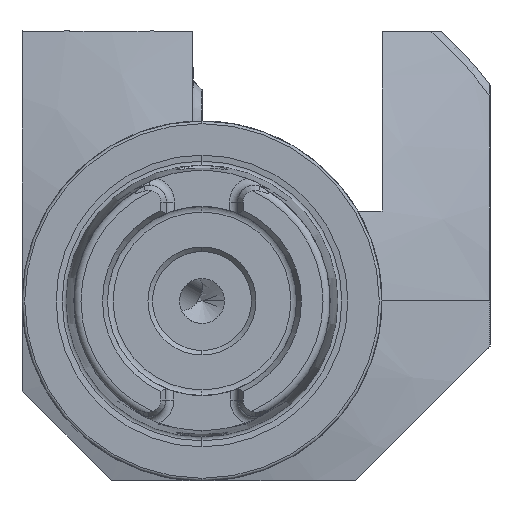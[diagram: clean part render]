
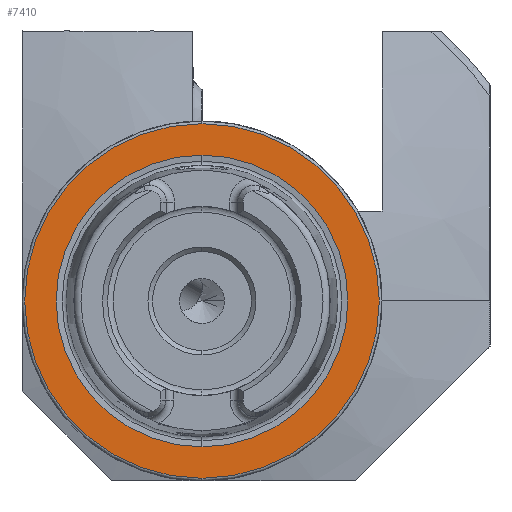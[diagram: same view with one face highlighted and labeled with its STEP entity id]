
A CAD part, left-side view. The second image highlights one B-rep face of the part: STEP entity #7410.
In plain terms, the highlighted planar face has unit normal (-1, 0, 0).
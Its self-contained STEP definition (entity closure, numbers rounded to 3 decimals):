
#326 = CARTESIAN_POINT ( 'NONE',  ( 0., 19.7, 0. ) ) ;
#329 = PLANE ( 'NONE',  #2296 ) ;
#331 = DIRECTION ( 'NONE',  ( 1., 0., 0. ) ) ;
#332 = DIRECTION ( 'NONE',  ( 0., 0., -1. ) ) ;
#569 = CARTESIAN_POINT ( 'NONE',  ( 0., 0., -16.207 ) ) ;
#1260 = EDGE_CURVE ( 'NONE', #6690, #7643, #3187, .T. ) ;
#1264 = EDGE_CURVE ( 'NONE', #7536, #7645, #3191, .T. ) ;
#1765 = EDGE_LOOP ( 'NONE', ( #6162, #6163 ) ) ;
#1766 = EDGE_LOOP ( 'NONE', ( #6164, #6165 ) ) ;
#2296 = AXIS2_PLACEMENT_3D ( 'NONE', #326, #331, #332 ) ;
#2539 = EDGE_CURVE ( 'NONE', #7643, #6690, #3398, .T. ) ;
#2540 = EDGE_CURVE ( 'NONE', #7645, #7536, #3396, .T. ) ;
#3187 = CIRCLE ( 'NONE', #5378, 19.7 ) ;
#3191 = CIRCLE ( 'NONE', #5381, 16.207 ) ;
#3365 = DIRECTION ( 'NONE',  ( -1., 0., 0. ) ) ;
#3366 = CARTESIAN_POINT ( 'NONE',  ( 0., 0., 0. ) ) ;
#3367 = DIRECTION ( 'NONE',  ( 0., 0., 1. ) ) ;
#3396 = CIRCLE ( 'NONE', #5446, 16.207 ) ;
#3398 = CIRCLE ( 'NONE', #5445, 19.7 ) ;
#3556 = CARTESIAN_POINT ( 'NONE',  ( 0., 0., 0. ) ) ;
#3571 = DIRECTION ( 'NONE',  ( -1., 0., 0. ) ) ;
#3576 = DIRECTION ( 'NONE',  ( 0., 0., 1. ) ) ;
#4429 = CARTESIAN_POINT ( 'NONE',  ( 0., 0., 19.7 ) ) ;
#5378 = AXIS2_PLACEMENT_3D ( 'NONE', #3366, #3365, #3367 ) ;
#5381 = AXIS2_PLACEMENT_3D ( 'NONE', #3556, #3571, #3576 ) ;
#5445 = AXIS2_PLACEMENT_3D ( 'NONE', #7079, #7080, #7081 ) ;
#5446 = AXIS2_PLACEMENT_3D ( 'NONE', #7082, #7083, #7084 ) ;
#5774 = CARTESIAN_POINT ( 'NONE',  ( 0., 0., -19.7 ) ) ;
#5776 = CARTESIAN_POINT ( 'NONE',  ( 0., 0., 16.207 ) ) ;
#6162 = ORIENTED_EDGE ( 'NONE', *, *, #2540, .F. ) ;
#6163 = ORIENTED_EDGE ( 'NONE', *, *, #1264, .F. ) ;
#6164 = ORIENTED_EDGE ( 'NONE', *, *, #1260, .T. ) ;
#6165 = ORIENTED_EDGE ( 'NONE', *, *, #2539, .T. ) ;
#6690 = VERTEX_POINT ( 'NONE', #4429 ) ;
#7079 = CARTESIAN_POINT ( 'NONE',  ( 0., 0., 0. ) ) ;
#7080 = DIRECTION ( 'NONE',  ( -1., 0., 0. ) ) ;
#7081 = DIRECTION ( 'NONE',  ( 0., 0., 1. ) ) ;
#7082 = CARTESIAN_POINT ( 'NONE',  ( 0., 0., 0. ) ) ;
#7083 = DIRECTION ( 'NONE',  ( -1., 0., 0. ) ) ;
#7084 = DIRECTION ( 'NONE',  ( 0., 0., 1. ) ) ;
#7410 = ADVANCED_FACE ( 'NONE', ( #8656, #8658 ), #329, .F. ) ;
#7536 = VERTEX_POINT ( 'NONE', #569 ) ;
#7643 = VERTEX_POINT ( 'NONE', #5774 ) ;
#7645 = VERTEX_POINT ( 'NONE', #5776 ) ;
#8656 = FACE_BOUND ( 'NONE', #1765, .T. ) ;
#8658 = FACE_OUTER_BOUND ( 'NONE', #1766, .T. ) ;
